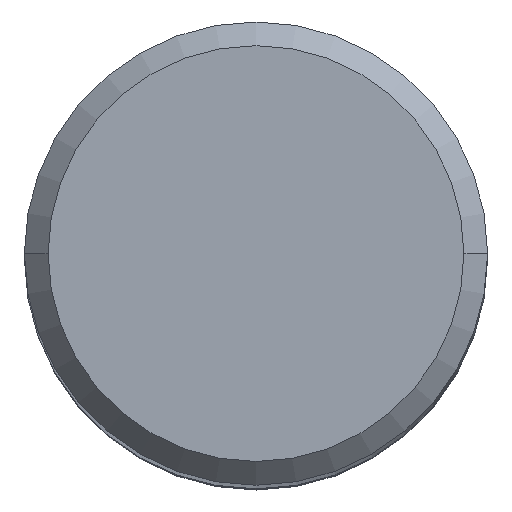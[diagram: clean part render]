
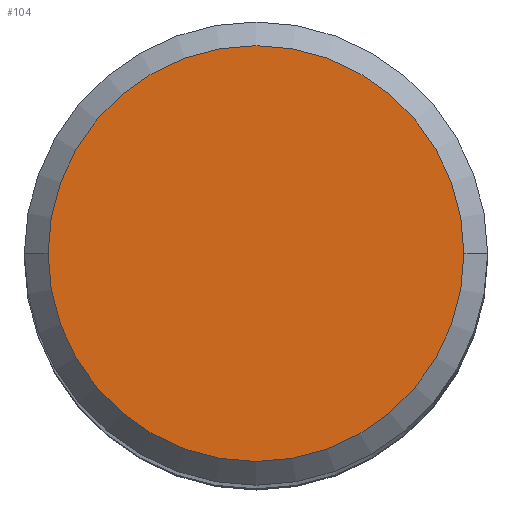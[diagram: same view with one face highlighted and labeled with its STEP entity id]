
A CAD part, top view. The second image highlights one B-rep face of the part: STEP entity #104.
In plain terms, the highlighted planar face has unit normal (0, 0, 1).
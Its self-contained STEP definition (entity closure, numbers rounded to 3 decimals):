
#60=PLANE('',#1010);
#104=ADVANCED_FACE('',(#186),#60,.F.);
#186=FACE_OUTER_BOUND('',#240,.T.);
#240=EDGE_LOOP('',(#410,#411));
#410=ORIENTED_EDGE('',*,*,#597,.F.);
#411=ORIENTED_EDGE('',*,*,#595,.F.);
#504=VERTEX_POINT('',#1526);
#505=VERTEX_POINT('',#1528);
#595=EDGE_CURVE('',#504,#505,#673,.T.);
#597=EDGE_CURVE('',#505,#504,#674,.T.);
#673=CIRCLE('',#1006,11.4);
#674=CIRCLE('',#1008,11.4);
#1006=AXIS2_PLACEMENT_3D('',#1527,#1270,#1271);
#1008=AXIS2_PLACEMENT_3D('',#1531,#1275,#1276);
#1010=AXIS2_PLACEMENT_3D('',#1533,#1279,#1280);
#1270=DIRECTION('',(0.,0.,-1.));
#1271=DIRECTION('',(-1.,0.,0.));
#1275=DIRECTION('',(0.,0.,-1.));
#1276=DIRECTION('',(1.,0.,0.));
#1279=DIRECTION('',(0.,0.,-1.));
#1280=DIRECTION('',(1.,0.,0.));
#1526=CARTESIAN_POINT('',(-11.4,0.,0.));
#1527=CARTESIAN_POINT('',(0.,0.,0.));
#1528=CARTESIAN_POINT('',(11.4,0.,0.));
#1531=CARTESIAN_POINT('',(0.,0.,0.));
#1533=CARTESIAN_POINT('',(0.,0.,0.));
